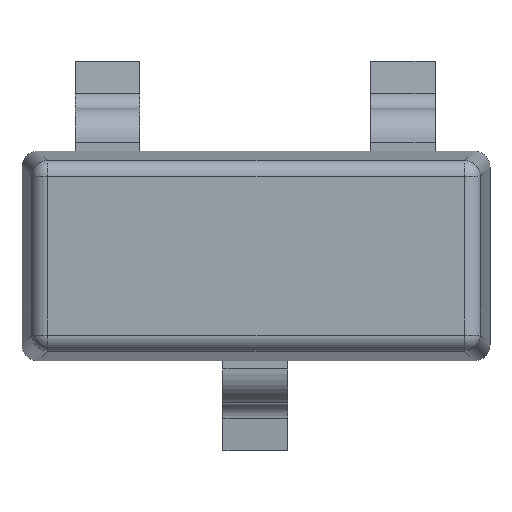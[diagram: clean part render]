
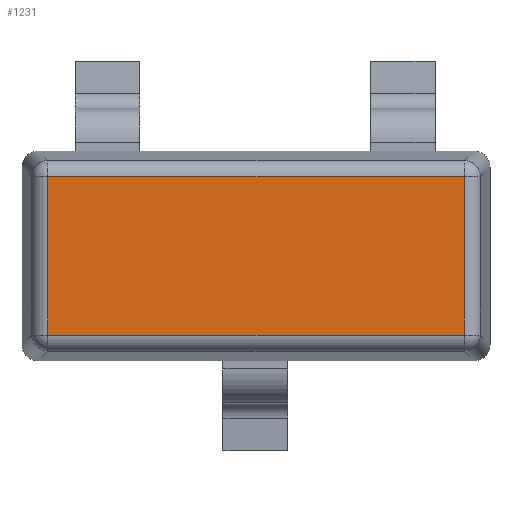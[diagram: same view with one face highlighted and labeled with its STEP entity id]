
A CAD part, top view. The second image highlights one B-rep face of the part: STEP entity #1231.
In plain terms, the highlighted planar face has unit normal (0, 0, 1).
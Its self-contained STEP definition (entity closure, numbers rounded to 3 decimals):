
#136=ORIENTED_EDGE('',*,*,#496,.T.);
#137=ORIENTED_EDGE('',*,*,#497,.T.);
#138=ORIENTED_EDGE('',*,*,#498,.T.);
#139=ORIENTED_EDGE('',*,*,#499,.T.);
#496=EDGE_CURVE('',#676,#677,#788,.T.);
#497=EDGE_CURVE('',#677,#678,#789,.T.);
#498=EDGE_CURVE('',#678,#679,#790,.F.);
#499=EDGE_CURVE('',#679,#676,#791,.F.);
#676=VERTEX_POINT('',#2192);
#677=VERTEX_POINT('',#2193);
#678=VERTEX_POINT('',#2195);
#679=VERTEX_POINT('',#2197);
#788=LINE('',#2191,#912);
#789=LINE('',#2194,#913);
#790=LINE('',#2196,#914);
#791=LINE('',#2198,#915);
#912=VECTOR('',#1788,1000.);
#913=VECTOR('',#1789,1000.);
#914=VECTOR('',#1790,1000.);
#915=VECTOR('',#1791,1000.);
#1033=EDGE_LOOP('',(#136,#137,#138,#139));
#1111=FACE_BOUND('',#1033,.T.);
#1189=PLANE('',#1641);
#1231=ADVANCED_FACE('',(#1111),#1189,.F.);
#1641=AXIS2_PLACEMENT_3D('',#2190,#1786,#1787);
#1786=DIRECTION('',(0.,0.,-1.));
#1787=DIRECTION('',(0.,1.,0.));
#1788=DIRECTION('',(0.,-1.,0.));
#1789=DIRECTION('',(1.,0.,0.));
#1790=DIRECTION('',(0.,-1.,0.));
#1791=DIRECTION('',(1.,0.,0.));
#2190=CARTESIAN_POINT('',(-2.9,-0.579,0.287));
#2191=CARTESIAN_POINT('',(-2.741,-0.579,0.287));
#2192=CARTESIAN_POINT('',(-2.741,0.491,0.287));
#2193=CARTESIAN_POINT('',(-2.741,-0.491,0.287));
#2194=CARTESIAN_POINT('',(-2.9,-0.491,0.287));
#2195=CARTESIAN_POINT('',(-0.159,-0.491,0.287));
#2196=CARTESIAN_POINT('',(-0.159,0.579,0.287));
#2197=CARTESIAN_POINT('',(-0.159,0.491,0.287));
#2198=CARTESIAN_POINT('',(-2.9,0.491,0.287));
